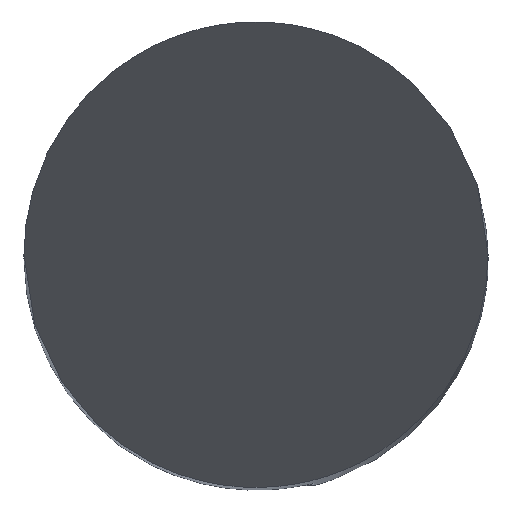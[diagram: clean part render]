
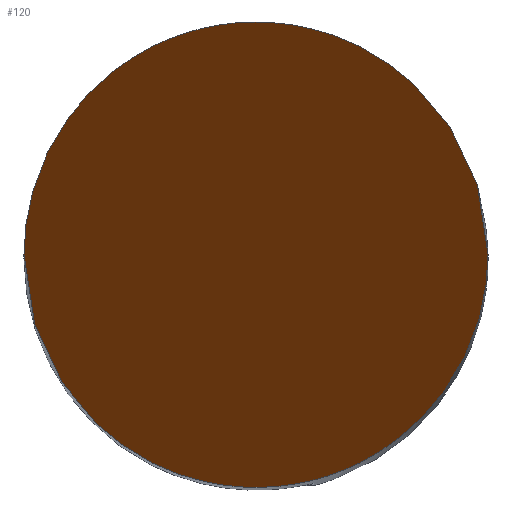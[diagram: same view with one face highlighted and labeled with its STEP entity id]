
A CAD part, top view. The second image highlights one B-rep face of the part: STEP entity #120.
In plain terms, the highlighted planar face has unit normal (0, -0.866, 0.5).
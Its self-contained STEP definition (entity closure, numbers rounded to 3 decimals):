
#61=PLANE('',#703);
#120=ADVANCED_FACE('',(#166),#61,.T.);
#166=FACE_OUTER_BOUND('',#202,.T.);
#202=EDGE_LOOP('',(#335,#336));
#335=ORIENTED_EDGE('',*,*,#551,.T.);
#336=ORIENTED_EDGE('',*,*,#525,.T.);
#460=VERTEX_POINT('',#1103);
#461=VERTEX_POINT('',#1104);
#525=EDGE_CURVE('',#460,#461,#635,.T.);
#551=EDGE_CURVE('',#461,#460,#639,.T.);
#635=(
BOUNDED_CURVE()
B_SPLINE_CURVE(3,(#1099,#1100,#1101,#1102),.UNSPECIFIED.,.F.,.F.)
B_SPLINE_CURVE_WITH_KNOTS((4,4),(0.,1.),.UNSPECIFIED.)
CURVE()
GEOMETRIC_REPRESENTATION_ITEM()
RATIONAL_B_SPLINE_CURVE((1.,0.333,0.333,1.))
REPRESENTATION_ITEM('')
);
#639=(
BOUNDED_CURVE()
B_SPLINE_CURVE(3,(#1211,#1212,#1213,#1214),.UNSPECIFIED.,.F.,.F.)
B_SPLINE_CURVE_WITH_KNOTS((4,4),(0.,1.),.UNSPECIFIED.)
CURVE()
GEOMETRIC_REPRESENTATION_ITEM()
RATIONAL_B_SPLINE_CURVE((1.,0.333,0.333,1.))
REPRESENTATION_ITEM('')
);
#703=AXIS2_PLACEMENT_3D('',#1244,#801,#802);
#801=DIRECTION('',(0.,-0.866,0.5));
#802=DIRECTION('',(0.,0.5,0.866));
#1099=CARTESIAN_POINT('',(2.5,0.,0.));
#1100=CARTESIAN_POINT('',(2.5,5.,8.66));
#1101=CARTESIAN_POINT('',(-2.5,5.,8.66));
#1102=CARTESIAN_POINT('',(-2.5,0.,0.));
#1103=CARTESIAN_POINT('',(2.5,0.,0.));
#1104=CARTESIAN_POINT('',(-2.5,0.,0.));
#1211=CARTESIAN_POINT('',(-2.5,0.,0.));
#1212=CARTESIAN_POINT('',(-2.5,-5.,-8.66));
#1213=CARTESIAN_POINT('',(2.5,-5.,-8.66));
#1214=CARTESIAN_POINT('',(2.5,0.,0.));
#1244=CARTESIAN_POINT('',(-55.848,2.5,4.33));
